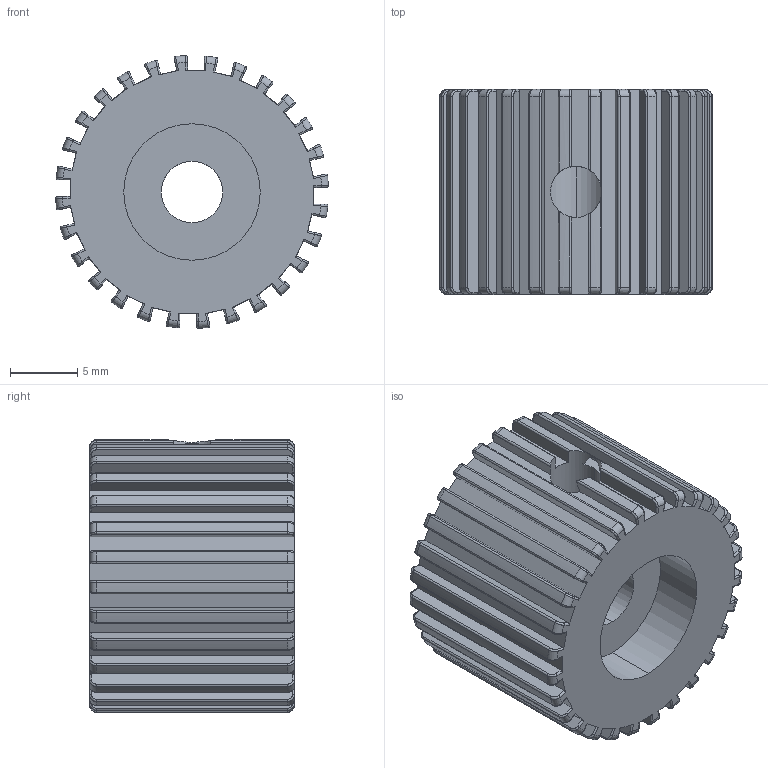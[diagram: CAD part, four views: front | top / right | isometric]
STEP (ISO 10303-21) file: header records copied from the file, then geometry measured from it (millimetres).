
FILE_DESCRIPTION (( 'STEP AP214' ), '1' );
FILE_NAME ('Tetrix Pinion.step', '2017-10-17T01:16:26', ( '' ), ( '' ), 'SwSTEP 2.0', 'SolidWorks 2017', '' );
FILE_SCHEMA (( 'AUTOMOTIVE_DESIGN' ));
Length unit declared in the file: inch
Products named in the file (1): Tetrix Pinion
Bounding box: 20.3 x 15.24 x 20.3 mm (x, y, z)
Volume: 3523.6 mm3; surface area: 2767.8 mm2
Topology: 1 solids, 1 shells, 483 faces, 1229 edges, 746 vertices
Faces by surface type: cylinder 223, bspline 112, plane 92, torus 56
Entity records: 16763 total; most frequent: CARTESIAN_POINT 5677, ORIENTED_EDGE 2458, DIRECTION 2211, EDGE_CURVE 1229, AXIS2_PLACEMENT_3D 862, VERTEX_POINT 746, CIRCLE 490, EDGE_LOOP 487
